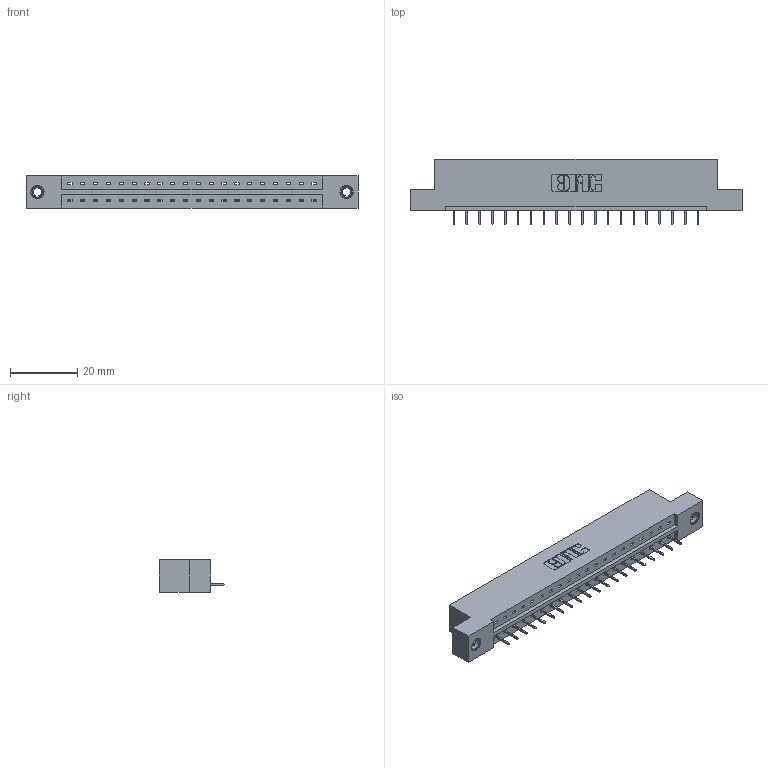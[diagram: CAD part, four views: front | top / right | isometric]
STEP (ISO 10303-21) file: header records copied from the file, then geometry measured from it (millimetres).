
FILE_DESCRIPTION (( 'STEP AP203' ), '1' );
FILE_NAME ('379-020-524-107.STEP', '2020-02-26T15:06:20', ( '' ), ( '' ), 'SwSTEP 2.0', 'SolidWorks 2016', '' );
FILE_SCHEMA (( 'CONFIG_CONTROL_DESIGN' ));
Length unit declared in the file: inch
Products named in the file (4): 379 Part_Flush - .156 Dia - TI; 345-250-001_345-250-005-103; 379-020-524-107; 345-292-001_345-293-124
Assembly tree (23 placements, depth 2):
  379-020-524-107
    379 Part_Flush - .156 Dia - TI
    345-292-001_345-293-124  x20
    345-250-001_345-250-005-103  x2
Bounding box: 98.42 x 19.35 x 9.53 mm (x, y, z)
Volume: 9986.1 mm3; surface area: 9870.5 mm2
Topology: 23 solids, 23 shells, 1414 faces, 4047 edges, 2610 vertices
Faces by surface type: plane 1062, cylinder 336, cone 12, torus 4
Entity records: 16332 total; most frequent: CARTESIAN_POINT 2801, ORIENTED_EDGE 2750, DIRECTION 2441, EDGE_CURVE 1375, VECTOR 1231, LINE 1231, VERTEX_POINT 908, AXIS2_PLACEMENT_3D 605
